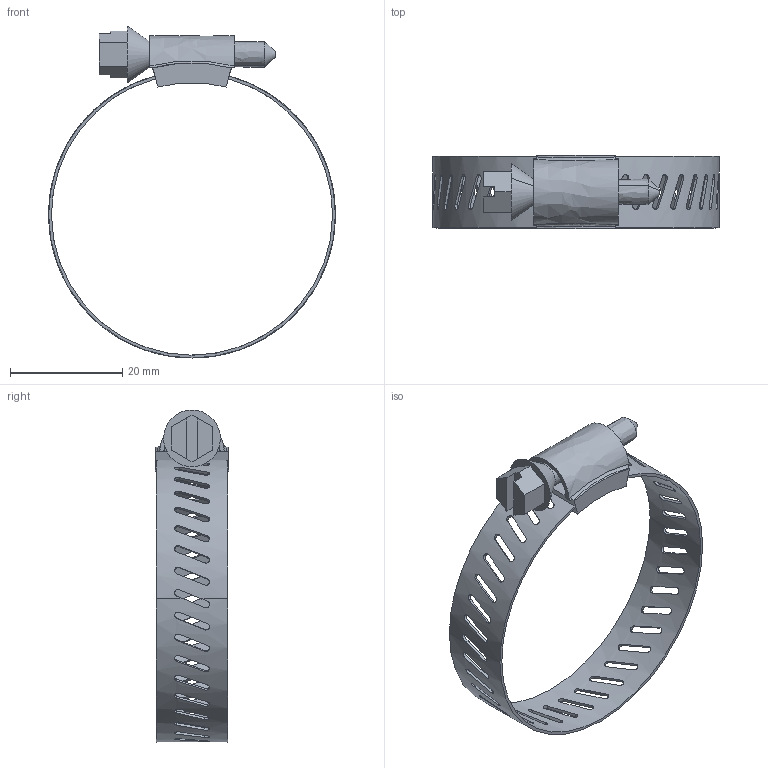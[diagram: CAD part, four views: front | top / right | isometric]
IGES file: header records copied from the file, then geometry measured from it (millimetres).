
Start section: START RECORD GO HERE.
Global section: file name: Lock Ring.igs; native system: DASSAULT SYSTEMES CATIA V5 R20 - www.3ds.com; preprocessor: CATIA Version 5 Release 20 ; author: DESIGNENG; organization: KJNDESIGN; date: 20150314.175732; units: millimetre
Bounding box: 51 x 13 x 59.05 mm (x, y, z)
Volume: 2256.1 mm3; surface area: 5144.9 mm2
Topology: 1 solids, 1 shells, 298 faces, 874 edges, 580 vertices
Faces by surface type: plane 204, revolution 92, bspline 2
